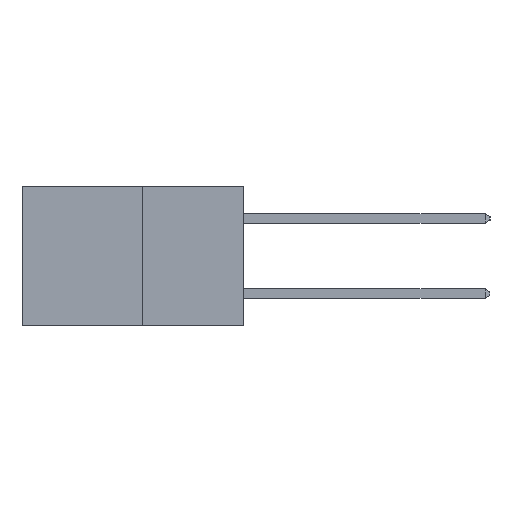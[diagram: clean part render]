
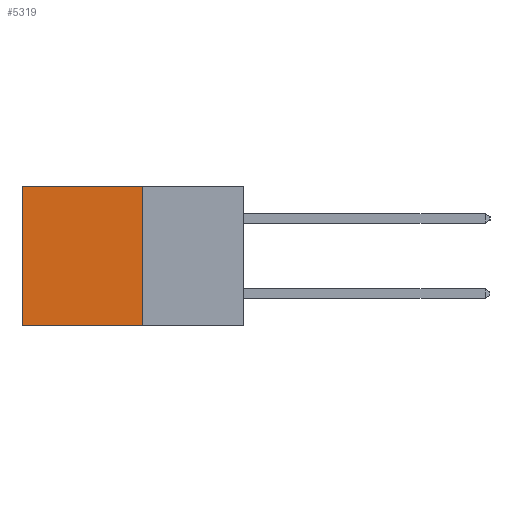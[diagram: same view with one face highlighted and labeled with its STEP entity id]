
A CAD part, left-side view. The second image highlights one B-rep face of the part: STEP entity #5319.
In plain terms, the highlighted planar face has unit normal (-1, 0, 0).
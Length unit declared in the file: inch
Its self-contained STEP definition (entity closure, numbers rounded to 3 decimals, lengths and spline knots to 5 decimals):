
#145 = VERTEX_POINT ( 'NONE', #994 ) ;
#158 = DIRECTION ( 'NONE',  ( 1., 0., 0. ) ) ;
#994 = CARTESIAN_POINT ( 'NONE',  ( 0.277, 0.59, -0.37 ) ) ;
#1267 = FACE_OUTER_BOUND ( 'NONE', #8595, .T. ) ;
#1742 = VECTOR ( 'NONE', #1746, 39.37008 ) ;
#1746 = DIRECTION ( 'NONE',  ( 0., 0., -1. ) ) ;
#2463 = CARTESIAN_POINT ( 'NONE',  ( 0.277, 0.27, -0.37 ) ) ;
#3006 = CARTESIAN_POINT ( 'NONE',  ( 0.277, 0.27, 0. ) ) ;
#3279 = VERTEX_POINT ( 'NONE', #7759 ) ;
#3457 = DIRECTION ( 'NONE',  ( 0., 0., -1. ) ) ;
#3774 = EDGE_CURVE ( 'NONE', #10565, #145, #12817, .T. ) ;
#5319 = ADVANCED_FACE ( 'NONE', ( #1267 ), #6084, .F. ) ;
#5601 = VERTEX_POINT ( 'NONE', #14801 ) ;
#5932 = VECTOR ( 'NONE', #11288, 39.37008 ) ;
#6084 = PLANE ( 'NONE',  #8915 ) ;
#6451 = EDGE_CURVE ( 'NONE', #5601, #145, #13841, .T. ) ;
#7688 = CARTESIAN_POINT ( 'NONE',  ( 0.277, 0.27, -0.37 ) ) ;
#7759 = CARTESIAN_POINT ( 'NONE',  ( 0.277, 0.27, 0. ) ) ;
#7901 = ORIENTED_EDGE ( 'NONE', *, *, #7909, .F. ) ;
#7909 = EDGE_CURVE ( 'NONE', #3279, #10565, #9437, .T. ) ;
#7948 = EDGE_CURVE ( 'NONE', #3279, #5601, #9069, .T. ) ;
#8460 = DIRECTION ( 'NONE',  ( 0., 0., -1. ) ) ;
#8595 = EDGE_LOOP ( 'NONE', ( #13808, #9798, #7901, #10523 ) ) ;
#8915 = AXIS2_PLACEMENT_3D ( 'NONE', #2463, #158, #8460 ) ;
#9069 = LINE ( 'NONE', #3006, #5932 ) ;
#9298 = CARTESIAN_POINT ( 'NONE',  ( 0.277, 0.59, -0.37 ) ) ;
#9437 = LINE ( 'NONE', #7688, #1742 ) ;
#9798 = ORIENTED_EDGE ( 'NONE', *, *, #3774, .F. ) ;
#10389 = VECTOR ( 'NONE', #12911, 39.37008 ) ;
#10495 = CARTESIAN_POINT ( 'NONE',  ( 0.277, 0.27, -0.37 ) ) ;
#10523 = ORIENTED_EDGE ( 'NONE', *, *, #7948, .T. ) ;
#10565 = VERTEX_POINT ( 'NONE', #14780 ) ;
#10689 = VECTOR ( 'NONE', #3457, 39.37008 ) ;
#11288 = DIRECTION ( 'NONE',  ( 0., 1., 0. ) ) ;
#12817 = LINE ( 'NONE', #10495, #10389 ) ;
#12911 = DIRECTION ( 'NONE',  ( 0., 1., 0. ) ) ;
#13808 = ORIENTED_EDGE ( 'NONE', *, *, #6451, .T. ) ;
#13841 = LINE ( 'NONE', #9298, #10689 ) ;
#14780 = CARTESIAN_POINT ( 'NONE',  ( 0.277, 0.27, -0.37 ) ) ;
#14801 = CARTESIAN_POINT ( 'NONE',  ( 0.277, 0.59, 0. ) ) ;
